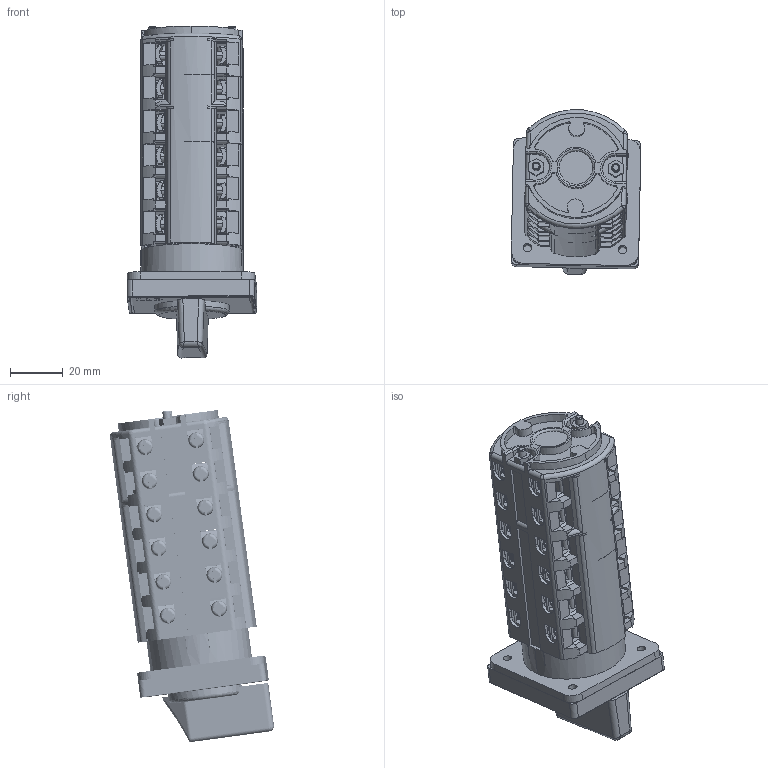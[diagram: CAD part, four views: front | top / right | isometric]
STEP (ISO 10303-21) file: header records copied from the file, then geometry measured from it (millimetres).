
FILE_DESCRIPTION((''),'2;1');
FILE_NAME('ASM01044_ASM','2021-10-01T',('marketing.praksa'),('Audax d.o.o.'),'CREO PARAMETRIC BY PTC INC, 2017480','CREO PARAMETRIC BY PTC INC, 2017480','');
FILE_SCHEMA(('AUTOMOTIVE_DESIGN { 1 0 10303 214 1 1 1 1 }'));
Products named in the file (55): PRT9564_1_1_2_3_1_1_1_1_1_1; PRT9564_1_1_2_3_2_1_1_1_1_1; PRT9564_1_1_2_3_ASM_1_1_ASM_1_2_ASM; VIJAK1_ASM_1_1_2_ASM_1_1_ASM__2_ASM; E_1_1_1_1_1_1_2_3_4_1_1_1_1_1; BAK_ASM_1_1_2_ASM_1_1_ASM_1_1_A_ASM; PRT9558_1_1_1_1_1_1_2_3_4_1_1_5; COPPER-SP-HAL_ASM_1_1_2_ASM_1_5_ASM; PRT9564_1_1_2_3_1_1_1_1_2_3_1; PRT9564_1_1_2_3_2_1_1_1_2_3_1; PRT9564_1_1_2_3_ASM_1_ASM_1_1_A_ASM; VIJAK1_ASM_1_1_2_ASM_1_ASM_1_1__ASM; E_1_1_1_1_1_1_2_3_4_1_1_1_2_3_1; BAK_ASM_1_1_2_ASM_1_ASM_1_1_ASM_ASM; PRT9558_1_1_1_1_1_1_2_3_4_1_1_6; COPPER-SP-HAL_ASM_1_1_2_ASM_1_6_ASM; SREDINA_1_1_2_1_1_1_1; SREDINA_1_1_2_2_1_1_1; SREDINA_1_1_2_3_1_1_1; SREDINA_1_1_2_ASM_1_1_ASM_1_ASM; BELI-POKROV-BREZ-LOGO_1_1_1_1_1; PRT9563_1_1_2_1_1_1_2_1; PRT9563_1_1_2_2_1_1_1_1_2; PRT9563_1_1_2_3_1_1_2_3_1; PRT9563_1_1_2_ASM_1_1_ASM_1_ASM; SWITCH-PRT_1_1_1_1_1_1_2_3_1_1_; CRN-OKVIR_1_1_1_1_2_3_1; FRONT_ASM_1_1_ASM_1_1_ASM_1_ASM; E_1_1_1_1_1_1_2_3_4_1_1_1_1_2; 3P-BOTTOM_1_1_1_1_2_1_1; PRT9564_1_1_2_3_1_1_1_1_1_2_3; PRT9564_1_1_2_3_2_1_1_1_1_2_3; PRT9564_1_1_2_3_ASM_1_1_ASM_1_4_ASM; VIJAK1_ASM_1_1_2_ASM_1_1_ASM__4_ASM; E_1_1_1_1_1_1_2_3_4_1_1_1_1_2_4; BAK_ASM_1_1_2_ASM_1_1_ASM_1_1_3_ASM; PRT9558_1_1_1_1_1_1_2_3_4_1_1_8; COPPER-SP-HAL_ASM_1_1_2_ASM_1_8_ASM; SREDINA_1_1_2_3_4_5_ASM_1_1_ASM; PRT9563_1_1_2_3_4_5_6_7_8_ASM_2_ASM ...
Assembly tree (85 placements, depth 5):
  ASM01044_ASM
    VIJAK1_ASM_1_1_2_ASM_1_1_ASM__2_ASM  x2
      PRT9564_1_1_2_3_ASM_1_1_ASM_1_2_ASM
        PRT9564_1_1_2_3_1_1_1_1_1_1
        PRT9564_1_1_2_3_2_1_1_1_1_1
    BAK_ASM_1_1_2_ASM_1_1_ASM_1_1_A_ASM  x4
      E_1_1_1_1_1_1_2_3_4_1_1_1_1_1
    COPPER-SP-HAL_ASM_1_1_2_ASM_1_5_ASM  x2
      PRT9558_1_1_1_1_1_1_2_3_4_1_1_5
    VIJAK1_ASM_1_1_2_ASM_1_ASM_1_1__ASM  x2
      PRT9564_1_1_2_3_ASM_1_ASM_1_1_A_ASM
        PRT9564_1_1_2_3_1_1_1_1_2_3_1
        PRT9564_1_1_2_3_2_1_1_1_2_3_1
    BAK_ASM_1_1_2_ASM_1_ASM_1_1_ASM_ASM  x2
      E_1_1_1_1_1_1_2_3_4_1_1_1_2_3_1
    COPPER-SP-HAL_ASM_1_1_2_ASM_1_6_ASM  x2
      PRT9558_1_1_1_1_1_1_2_3_4_1_1_6
    SREDINA_1_1_2_ASM_1_1_ASM_1_ASM
      SREDINA_1_1_2_1_1_1_1
      SREDINA_1_1_2_2_1_1_1
      SREDINA_1_1_2_3_1_1_1
    FRONT_ASM_1_1_ASM_1_1_ASM_1_ASM
      BELI-POKROV-BREZ-LOGO_1_1_1_1_1
      PRT9563_1_1_2_ASM_1_1_ASM_1_ASM
        PRT9563_1_1_2_1_1_1_2_1
        PRT9563_1_1_2_2_1_1_1_1_2
        PRT9563_1_1_2_3_1_1_2_3_1
      SWITCH-PRT_1_1_1_1_1_1_2_3_1_1_
      CRN-OKVIR_1_1_1_1_2_3_1
    E_1_1_1_1_1_1_2_3_4_1_1_1_1_2  x2
    3P-BOTTOM_1_1_1_1_2_1_1
    ASM0104A_ASM
      VIJAK1_ASM_1_1_2_ASM_1_1_ASM__4_ASM  x2
        PRT9564_1_1_2_3_ASM_1_1_ASM_1_4_ASM
          PRT9564_1_1_2_3_1_1_1_1_1_2_3
          PRT9564_1_1_2_3_2_1_1_1_1_2_3
      BAK_ASM_1_1_2_ASM_1_1_ASM_1_1_3_ASM  x4
        E_1_1_1_1_1_1_2_3_4_1_1_1_1_2_4
      COPPER-SP-HAL_ASM_1_1_2_ASM_1_8_ASM  x2
        PRT9558_1_1_1_1_1_1_2_3_4_1_1_8
      SREDINA_1_1_2_3_4_5_ASM_1_1_ASM
      FRONT_ASM_1_1_2_3_ASM_1_1_ASM
        PRT9563_1_1_2_3_4_5_6_7_8_ASM_2_ASM
      VIJAK1_ASM_1_ASM_1_1_2_3_ASM__1_ASM  x2
        PRT9564_1_ASM_1_1_2_3_4_ASM_1_1_ASM
          PRT9564_1_1_1_1_2_3_4_5_6_1_1
          PRT9564_1_2_1_1_2_3_4_1_1
      AA_ASM_1_1_2_3_ASM_1_1_ASM  x2
        BAK_ASM_1_ASM_1_1_2_3_ASM_1_1_ASM
          E_1_1_1_1_1_1_2_1_1_2_3_4_1_1
      COPPER-SP-HAL_ASM_1_ASM_1_1_2_2_ASM  x2
        PRT9558_1_1_1_1_1_1_2_1_1_2_3_2
      PRT9567_1_1_2_3_ASM_1_1_ASM  x2
        PRT9567_1_1_2_3_1_1_1
        PRT9567_1_1_2_3_2_1_1
Bounding box: 49.01 x 61.97 x 125.42 mm (x, y, z)
Volume: 96976.2 mm3; surface area: 92321.5 mm2
Topology: 86 solids, 99 shells, 5776 faces, 17458 edges, 11651 vertices
Faces by surface type: plane 3821, cylinder 1616, torus 178, cone 62, sphere 53, bspline 46
Entity records: 208331 total; most frequent: CARTESIAN_POINT 35251, ORIENTED_EDGE 29084, DIRECTION 27598, EDGE_CURVE 14542, VECTOR 9986, LINE 9986, VERTEX_POINT 9674, AXIS2_PLACEMENT_3D 8806
